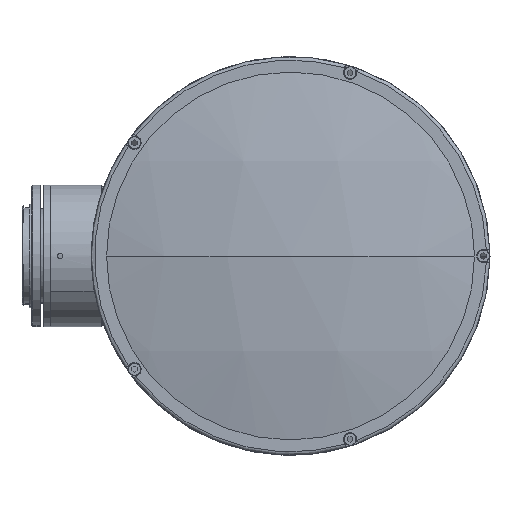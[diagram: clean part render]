
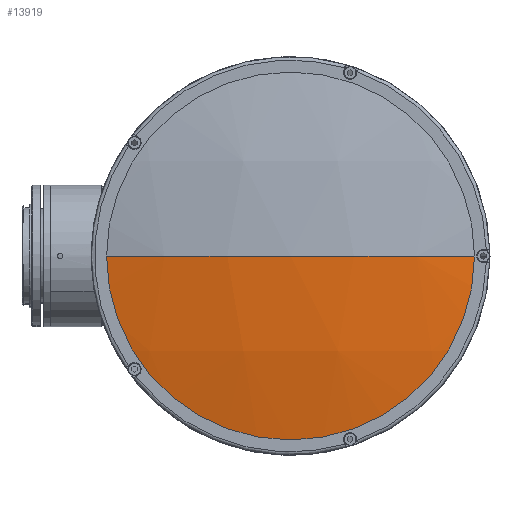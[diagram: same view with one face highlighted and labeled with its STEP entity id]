
A CAD part, left-side view. The second image highlights one B-rep face of the part: STEP entity #13919.
In plain terms, the highlighted spherical face has radius 384 mm.
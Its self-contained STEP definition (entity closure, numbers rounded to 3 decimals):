
#64 = CARTESIAN_POINT ( 'NONE',  ( -363.548, 0.64, 0. ) ) ;
#1148 = EDGE_CURVE ( 'NONE', #8101, #14591, #8011, .T. ) ;
#1971 = CARTESIAN_POINT ( 'NONE',  ( -354.022, 0.64, 0. ) ) ;
#3349 = DIRECTION ( 'NONE',  ( 0., 0., 1. ) ) ;
#3516 = DIRECTION ( 'NONE',  ( 0., 1., 0. ) ) ;
#3744 = ORIENTED_EDGE ( 'NONE', *, *, #1148, .T. ) ;
#3906 = ORIENTED_EDGE ( 'NONE', *, *, #15213, .F. ) ;
#4723 = AXIS2_PLACEMENT_3D ( 'NONE', #14437, #11762, #3516 ) ;
#4793 = CARTESIAN_POINT ( 'NONE',  ( 20.452, 0.64, 0. ) ) ;
#5538 = CARTESIAN_POINT ( 'NONE',  ( 20.452, 0.64, 0. ) ) ;
#6187 = DIRECTION ( 'NONE',  ( 0., 1., 0. ) ) ;
#6412 = CARTESIAN_POINT ( 'NONE',  ( -354.022, -84.36, 0. ) ) ;
#6536 = EDGE_LOOP ( 'NONE', ( #3744, #15023, #3906 ) ) ;
#6952 = DIRECTION ( 'NONE',  ( 0., -1., 0. ) ) ;
#7061 = CIRCLE ( 'NONE', #9245, 384. ) ;
#8011 = CIRCLE ( 'NONE', #16590, 85. ) ;
#8101 = VERTEX_POINT ( 'NONE', #9290 ) ;
#9245 = AXIS2_PLACEMENT_3D ( 'NONE', #4793, #14380, #6187 ) ;
#9290 = CARTESIAN_POINT ( 'NONE',  ( -354.022, 85.64, 0. ) ) ;
#10919 = EDGE_CURVE ( 'NONE', #14591, #14184, #7061, .T. ) ;
#11616 = DIRECTION ( 'NONE',  ( -1., 0., 0. ) ) ;
#11762 = DIRECTION ( 'NONE',  ( 0., 0., -1. ) ) ;
#13272 = SPHERICAL_SURFACE ( 'NONE', #4723, 384. ) ;
#13919 = ADVANCED_FACE ( 'NONE', ( #14554 ), #13272, .T. ) ;
#13942 = AXIS2_PLACEMENT_3D ( 'NONE', #5538, #15161, #6952 ) ;
#14184 = VERTEX_POINT ( 'NONE', #64 ) ;
#14380 = DIRECTION ( 'NONE',  ( 0., 0., -1. ) ) ;
#14437 = CARTESIAN_POINT ( 'NONE',  ( 20.452, 0.64, 0. ) ) ;
#14554 = FACE_OUTER_BOUND ( 'NONE', #6536, .T. ) ;
#14591 = VERTEX_POINT ( 'NONE', #6412 ) ;
#15023 = ORIENTED_EDGE ( 'NONE', *, *, #10919, .T. ) ;
#15161 = DIRECTION ( 'NONE',  ( 0., 0., 1. ) ) ;
#15213 = EDGE_CURVE ( 'NONE', #8101, #14184, #15967, .T. ) ;
#15967 = CIRCLE ( 'NONE', #13942, 384. ) ;
#16590 = AXIS2_PLACEMENT_3D ( 'NONE', #1971, #11616, #3349 ) ;
